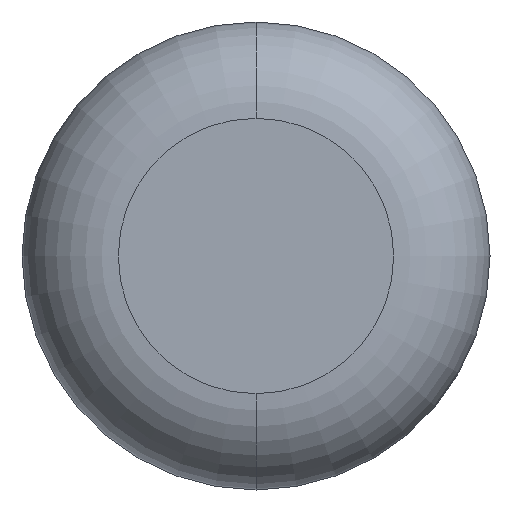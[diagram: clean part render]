
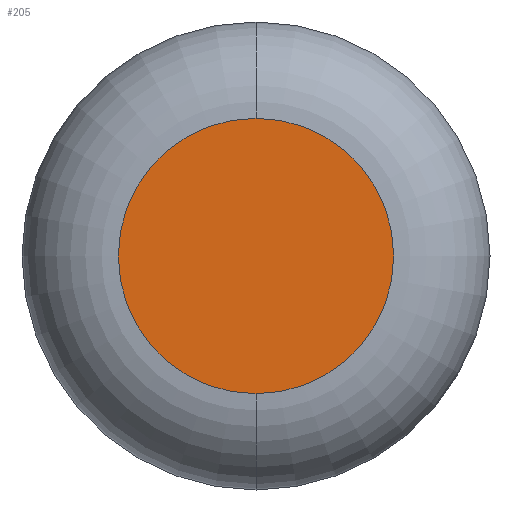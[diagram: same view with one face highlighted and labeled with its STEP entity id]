
A CAD part, front view. The second image highlights one B-rep face of the part: STEP entity #205.
In plain terms, the highlighted planar face has unit normal (0, -1, 0).
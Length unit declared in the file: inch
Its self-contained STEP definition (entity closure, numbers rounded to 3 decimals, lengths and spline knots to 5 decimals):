
#17 = EDGE_CURVE ( 'NONE', #142, #324, #315, .T. ) ;
#18 = CIRCLE ( 'NONE', #59, 0.12875 ) ;
#20 = DIRECTION ( 'NONE',  ( 0., -1., 0. ) ) ;
#22 = DIRECTION ( 'NONE',  ( 0., 0., -1. ) ) ;
#34 = FACE_OUTER_BOUND ( 'NONE', #163, .T. ) ;
#36 = ORIENTED_EDGE ( 'NONE', *, *, #81, .T. ) ;
#39 = CARTESIAN_POINT ( 'NONE',  ( 0., 0., 0.12875 ) ) ;
#59 = AXIS2_PLACEMENT_3D ( 'NONE', #167, #147, #111 ) ;
#81 = EDGE_CURVE ( 'NONE', #324, #142, #18, .T. ) ;
#102 = PLANE ( 'NONE',  #286 ) ;
#111 = DIRECTION ( 'NONE',  ( 0., 0., -1. ) ) ;
#142 = VERTEX_POINT ( 'NONE', #39 ) ;
#147 = DIRECTION ( 'NONE',  ( 0., -1., 0. ) ) ;
#156 = ORIENTED_EDGE ( 'NONE', *, *, #17, .T. ) ;
#163 = EDGE_LOOP ( 'NONE', ( #36, #156 ) ) ;
#167 = CARTESIAN_POINT ( 'NONE',  ( 0., 0., 0. ) ) ;
#205 = ADVANCED_FACE ( 'NONE', ( #34 ), #102, .T. ) ;
#262 = AXIS2_PLACEMENT_3D ( 'NONE', #299, #392, #22 ) ;
#286 = AXIS2_PLACEMENT_3D ( 'NONE', #388, #20, #297 ) ;
#297 = DIRECTION ( 'NONE',  ( 0., 0., -1. ) ) ;
#299 = CARTESIAN_POINT ( 'NONE',  ( 0., 0., 0. ) ) ;
#315 = CIRCLE ( 'NONE', #262, 0.12875 ) ;
#324 = VERTEX_POINT ( 'NONE', #345 ) ;
#345 = CARTESIAN_POINT ( 'NONE',  ( 0., 0., -0.12875 ) ) ;
#388 = CARTESIAN_POINT ( 'NONE',  ( 0., 0., 0. ) ) ;
#392 = DIRECTION ( 'NONE',  ( 0., -1., 0. ) ) ;
